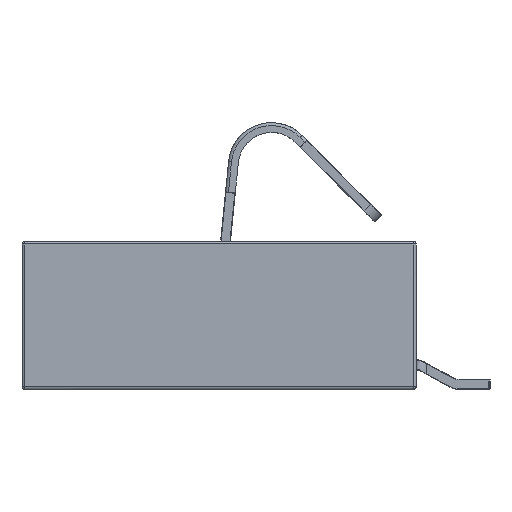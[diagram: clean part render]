
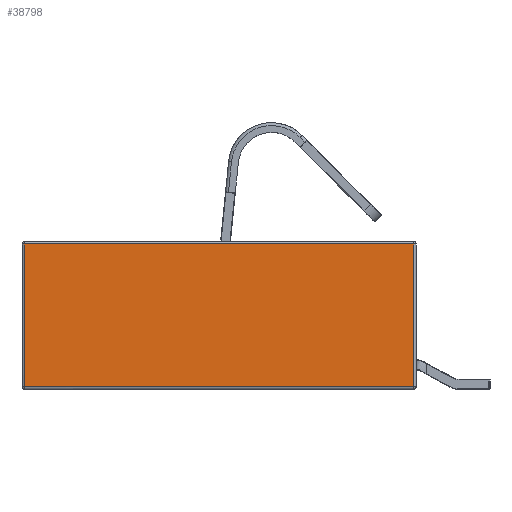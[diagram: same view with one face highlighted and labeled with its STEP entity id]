
A CAD part, left-side view. The second image highlights one B-rep face of the part: STEP entity #38798.
In plain terms, the highlighted free-form (B-spline) face has degree [1, 1] with [2, 2] control points.
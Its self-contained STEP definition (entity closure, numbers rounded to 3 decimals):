
#33033 = VERTEX_POINT('',#33034);
#33034 = CARTESIAN_POINT('',(0.,10.564,0.066));
#33068 = VERTEX_POINT('',#33069);
#33069 = CARTESIAN_POINT('',(0.,0.066,3.92));
#33535 = VERTEX_POINT('',#33536);
#33536 = CARTESIAN_POINT('',(0.,10.564,3.92));
#33564 = EDGE_CURVE('',#33033,#33535,#33565,.T.);
#33565 = B_SPLINE_CURVE_WITH_KNOTS('',1,(#33566,#33567),.UNSPECIFIED.,
  .F.,.F.,(2,2),(0.,2.9),.PIECEWISE_BEZIER_KNOTS.);
#33566 = CARTESIAN_POINT('',(0.,10.564,0.066));
#33567 = CARTESIAN_POINT('',(0.,10.564,3.92));
#33586 = EDGE_CURVE('',#33535,#33068,#33587,.T.);
#33587 = B_SPLINE_CURVE_WITH_KNOTS('',1,(#33588,#33589),.UNSPECIFIED.,
  .F.,.F.,(2,2),(0.,7.9),.PIECEWISE_BEZIER_KNOTS.);
#33588 = CARTESIAN_POINT('',(0.,10.564,3.92));
#33589 = CARTESIAN_POINT('',(0.,0.066,3.92));
#33630 = VERTEX_POINT('',#33631);
#33631 = CARTESIAN_POINT('',(0.,0.066,0.066));
#37299 = EDGE_CURVE('',#33068,#33630,#37300,.T.);
#37300 = B_SPLINE_CURVE_WITH_KNOTS('',1,(#37301,#37302),.UNSPECIFIED.,
  .F.,.F.,(2,2),(0.,2.9),.PIECEWISE_BEZIER_KNOTS.);
#37301 = CARTESIAN_POINT('',(0.,0.066,3.92));
#37302 = CARTESIAN_POINT('',(0.,0.066,0.066));
#37317 = EDGE_CURVE('',#33630,#33033,#37318,.T.);
#37318 = B_SPLINE_CURVE_WITH_KNOTS('',1,(#37319,#37320),.UNSPECIFIED.,
  .F.,.F.,(2,2),(0.,7.9),.PIECEWISE_BEZIER_KNOTS.);
#37319 = CARTESIAN_POINT('',(0.,0.066,0.066));
#37320 = CARTESIAN_POINT('',(0.,10.564,0.066));
#38798 = ADVANCED_FACE('',(#38799),#38805,.T.);
#38799 = FACE_BOUND('',#38800,.T.);
#38800 = EDGE_LOOP('',(#38801,#38802,#38803,#38804));
#38801 = ORIENTED_EDGE('',*,*,#33564,.F.);
#38802 = ORIENTED_EDGE('',*,*,#37317,.F.);
#38803 = ORIENTED_EDGE('',*,*,#37299,.F.);
#38804 = ORIENTED_EDGE('',*,*,#33586,.F.);
#38805 = B_SPLINE_SURFACE_WITH_KNOTS('',1,1,(
    (#38806,#38807)
    ,(#38808,#38809
    )),.UNSPECIFIED.,.F.,.F.,.F.,(2,2),(2,2),(0.05,7.95),(0.05,2.95)
  ,.PIECEWISE_BEZIER_KNOTS.);
#38806 = CARTESIAN_POINT('',(0.,10.564,0.066));
#38807 = CARTESIAN_POINT('',(0.,10.564,3.92));
#38808 = CARTESIAN_POINT('',(0.,0.066,0.066));
#38809 = CARTESIAN_POINT('',(0.,0.066,3.92));
